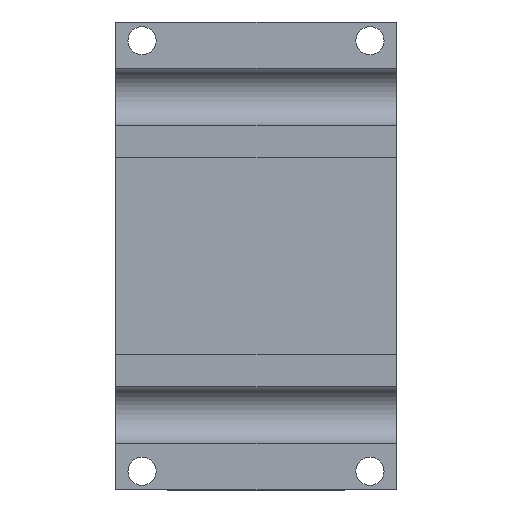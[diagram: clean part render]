
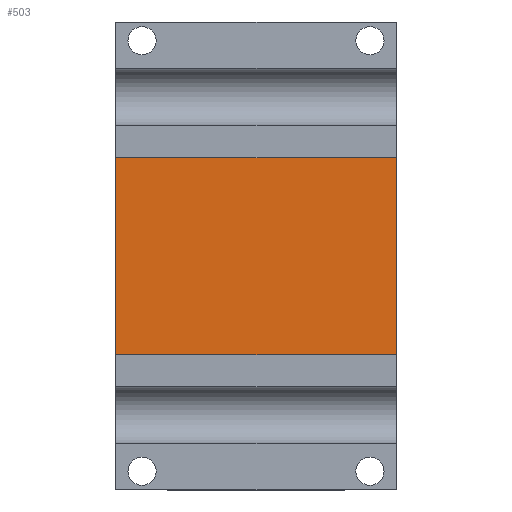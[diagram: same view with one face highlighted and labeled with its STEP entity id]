
A CAD part, top view. The second image highlights one B-rep face of the part: STEP entity #503.
In plain terms, the highlighted planar face has unit normal (0, 0, 1).
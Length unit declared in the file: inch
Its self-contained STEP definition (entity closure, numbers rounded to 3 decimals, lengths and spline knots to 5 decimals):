
#74 = CARTESIAN_POINT ( 'NONE',  ( -0.09452, -1.36985, -3.28663 ) ) ;
#130 = VERTEX_POINT ( 'NONE', #2779 ) ;
#201 = DIRECTION ( 'NONE',  ( 0., 0., -1. ) ) ;
#276 = VERTEX_POINT ( 'NONE', #2523 ) ;
#314 = VERTEX_POINT ( 'NONE', #3130 ) ;
#325 = CARTESIAN_POINT ( 'NONE',  ( 1.08658, -0.3856, -3.28663 ) ) ;
#343 = AXIS2_PLACEMENT_3D ( 'NONE', #2557, #201, #2857 ) ;
#503 = ADVANCED_FACE ( 'NONE', ( #3402 ), #1752, .F. ) ;
#509 = CARTESIAN_POINT ( 'NONE',  ( -0.09452, -1.5, -3.28663 ) ) ;
#543 = EDGE_CURVE ( 'NONE', #276, #2256, #1531, .T. ) ;
#779 = VECTOR ( 'NONE', #1901, 39.37008 ) ;
#945 = CARTESIAN_POINT ( 'NONE',  ( 1.08658, -1.5, -3.28663 ) ) ;
#1194 = DIRECTION ( 'NONE',  ( -1., 0., 0. ) ) ;
#1234 = VECTOR ( 'NONE', #1194, 39.37008 ) ;
#1288 = VECTOR ( 'NONE', #2425, 39.37008 ) ;
#1311 = ORIENTED_EDGE ( 'NONE', *, *, #543, .F. ) ;
#1370 = LINE ( 'NONE', #74, #779 ) ;
#1405 = VECTOR ( 'NONE', #1649, 39.37008 ) ;
#1531 = LINE ( 'NONE', #945, #1234 ) ;
#1649 = DIRECTION ( 'NONE',  ( -1., 0., 0. ) ) ;
#1752 = PLANE ( 'NONE',  #343 ) ;
#1901 = DIRECTION ( 'NONE',  ( 0., 1., 0. ) ) ;
#1925 = LINE ( 'NONE', #2745, #1405 ) ;
#2213 = LINE ( 'NONE', #325, #1288 ) ;
#2256 = VERTEX_POINT ( 'NONE', #509 ) ;
#2322 = ORIENTED_EDGE ( 'NONE', *, *, #3232, .T. ) ;
#2425 = DIRECTION ( 'NONE',  ( 0., -1., 0. ) ) ;
#2523 = CARTESIAN_POINT ( 'NONE',  ( 1.08658, -1.5, -3.28663 ) ) ;
#2557 = CARTESIAN_POINT ( 'NONE',  ( 1.08658, -0.67104, -3.28663 ) ) ;
#2680 = EDGE_LOOP ( 'NONE', ( #3125, #1311, #3312, #2322 ) ) ;
#2745 = CARTESIAN_POINT ( 'NONE',  ( 1.08658, -0.67104, -3.28663 ) ) ;
#2779 = CARTESIAN_POINT ( 'NONE',  ( -0.09452, -0.67104, -3.28663 ) ) ;
#2857 = DIRECTION ( 'NONE',  ( 0., -1., 0. ) ) ;
#2881 = EDGE_CURVE ( 'NONE', #314, #276, #2213, .T. ) ;
#3125 = ORIENTED_EDGE ( 'NONE', *, *, #3287, .F. ) ;
#3130 = CARTESIAN_POINT ( 'NONE',  ( 1.08658, -0.67104, -3.28663 ) ) ;
#3232 = EDGE_CURVE ( 'NONE', #314, #130, #1925, .T. ) ;
#3287 = EDGE_CURVE ( 'NONE', #2256, #130, #1370, .T. ) ;
#3312 = ORIENTED_EDGE ( 'NONE', *, *, #2881, .F. ) ;
#3402 = FACE_OUTER_BOUND ( 'NONE', #2680, .T. ) ;
